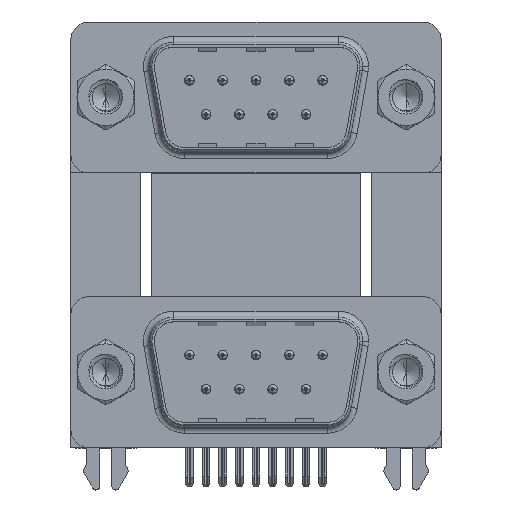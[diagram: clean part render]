
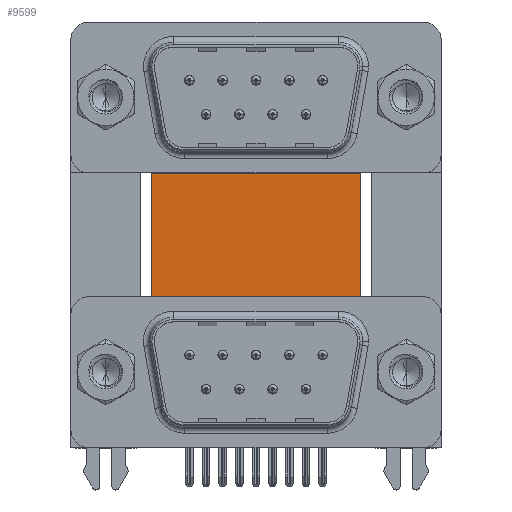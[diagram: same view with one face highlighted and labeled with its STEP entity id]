
A CAD part, top view. The second image highlights one B-rep face of the part: STEP entity #9599.
In plain terms, the highlighted planar face has unit normal (0, 0, 1).
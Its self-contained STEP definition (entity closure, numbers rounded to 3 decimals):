
#385 = EDGE_CURVE ( 'NONE', #14130, #12676, #26457, .T. ) ;
#463 = LINE ( 'NONE', #7837, #19006 ) ;
#1161 = DIRECTION ( 'NONE',  ( 1., 0., 0. ) ) ;
#1762 = PLANE ( 'NONE',  #6377 ) ;
#1865 = LINE ( 'NONE', #29134, #19487 ) ;
#2063 = DIRECTION ( 'NONE',  ( 0., 0., -1. ) ) ;
#2148 = EDGE_CURVE ( 'NONE', #8770, #25691, #17863, .T. ) ;
#2511 = EDGE_LOOP ( 'NONE', ( #6634, #17715, #31001, #15774, #11618, #13179, #19984, #28221, #21233, #4716 ) ) ;
#3787 = DIRECTION ( 'NONE',  ( 1., 0., 0. ) ) ;
#4648 = VECTOR ( 'NONE', #10183, 1000. ) ;
#4716 = ORIENTED_EDGE ( 'NONE', *, *, #5123, .T. ) ;
#5090 = CARTESIAN_POINT ( 'NONE',  ( 22.09, -3.735, -12. ) ) ;
#5123 = EDGE_CURVE ( 'NONE', #12676, #22981, #463, .T. ) ;
#5486 = CARTESIAN_POINT ( 'NONE',  ( 3.79, 16.585, -12. ) ) ;
#6105 = EDGE_CURVE ( 'NONE', #8826, #13901, #27815, .T. ) ;
#6377 = AXIS2_PLACEMENT_3D ( 'NONE', #17029, #2063, #24262 ) ;
#6587 = VECTOR ( 'NONE', #3787, 1000. ) ;
#6634 = ORIENTED_EDGE ( 'NONE', *, *, #11271, .T. ) ;
#7322 = CARTESIAN_POINT ( 'NONE',  ( 22.09, -4.635, -12. ) ) ;
#7665 = CARTESIAN_POINT ( 'NONE',  ( 2.9, -3.735, -12. ) ) ;
#7837 = CARTESIAN_POINT ( 'NONE',  ( 2.9, -3.735, -12. ) ) ;
#8457 = VECTOR ( 'NONE', #15820, 1000. ) ;
#8770 = VERTEX_POINT ( 'NONE', #11302 ) ;
#8826 = VERTEX_POINT ( 'NONE', #9148 ) ;
#8915 = CARTESIAN_POINT ( 'NONE',  ( 2.4, -4.635, -12. ) ) ;
#9148 = CARTESIAN_POINT ( 'NONE',  ( 22.59, -4.635, -12. ) ) ;
#9309 = FACE_OUTER_BOUND ( 'NONE', #2511, .T. ) ;
#9599 = ADVANCED_FACE ( 'NONE', ( #9309 ), #1762, .F. ) ;
#10085 = CARTESIAN_POINT ( 'NONE',  ( 22.59, -4.635, -12. ) ) ;
#10165 = DIRECTION ( 'NONE',  ( 0., 1., 0. ) ) ;
#10183 = DIRECTION ( 'NONE',  ( 0., -1., 0. ) ) ;
#10534 = EDGE_CURVE ( 'NONE', #16983, #8826, #12576, .T. ) ;
#11158 = VECTOR ( 'NONE', #16878, 1000. ) ;
#11271 = EDGE_CURVE ( 'NONE', #22981, #32371, #30739, .T. ) ;
#11302 = CARTESIAN_POINT ( 'NONE',  ( 3.79, 16.585, -12. ) ) ;
#11618 = ORIENTED_EDGE ( 'NONE', *, *, #21484, .F. ) ;
#12576 = LINE ( 'NONE', #7322, #18459 ) ;
#12647 = EDGE_CURVE ( 'NONE', #8770, #18428, #23035, .T. ) ;
#12676 = VERTEX_POINT ( 'NONE', #15996 ) ;
#12808 = EDGE_CURVE ( 'NONE', #18428, #14130, #1865, .T. ) ;
#13179 = ORIENTED_EDGE ( 'NONE', *, *, #2148, .F. ) ;
#13383 = CARTESIAN_POINT ( 'NONE',  ( 21.2, -0.735, -12. ) ) ;
#13787 = CARTESIAN_POINT ( 'NONE',  ( 21.2, 16.585, -12. ) ) ;
#13901 = VERTEX_POINT ( 'NONE', #13383 ) ;
#14130 = VERTEX_POINT ( 'NONE', #8915 ) ;
#15774 = ORIENTED_EDGE ( 'NONE', *, *, #6105, .T. ) ;
#15820 = DIRECTION ( 'NONE',  ( 0., -1., 0. ) ) ;
#15996 = CARTESIAN_POINT ( 'NONE',  ( 2.9, -4.635, -12. ) ) ;
#16878 = DIRECTION ( 'NONE',  ( 0., -1., 0. ) ) ;
#16983 = VERTEX_POINT ( 'NONE', #27662 ) ;
#17029 = CARTESIAN_POINT ( 'NONE',  ( 3.79, 16.585, -12. ) ) ;
#17096 = CARTESIAN_POINT ( 'NONE',  ( 22.09, -3.735, -12. ) ) ;
#17408 = LINE ( 'NONE', #5090, #4648 ) ;
#17715 = ORIENTED_EDGE ( 'NONE', *, *, #31208, .T. ) ;
#17863 = LINE ( 'NONE', #23281, #31293 ) ;
#18109 = VECTOR ( 'NONE', #32110, 1000. ) ;
#18428 = VERTEX_POINT ( 'NONE', #26041 ) ;
#18459 = VECTOR ( 'NONE', #25068, 1000. ) ;
#19006 = VECTOR ( 'NONE', #10165, 1000. ) ;
#19487 = VECTOR ( 'NONE', #28649, 1000. ) ;
#19984 = ORIENTED_EDGE ( 'NONE', *, *, #12647, .T. ) ;
#21141 = VECTOR ( 'NONE', #1161, 1000. ) ;
#21233 = ORIENTED_EDGE ( 'NONE', *, *, #385, .T. ) ;
#21484 = EDGE_CURVE ( 'NONE', #25691, #13901, #24440, .T. ) ;
#21506 = CARTESIAN_POINT ( 'NONE',  ( 2.9, -4.635, -12. ) ) ;
#22981 = VERTEX_POINT ( 'NONE', #7665 ) ;
#23035 = LINE ( 'NONE', #5486, #8457 ) ;
#23281 = CARTESIAN_POINT ( 'NONE',  ( 3.79, 16.585, -12. ) ) ;
#23334 = CARTESIAN_POINT ( 'NONE',  ( 3.79, -3.735, -12. ) ) ;
#24262 = DIRECTION ( 'NONE',  ( -1., 0., 0. ) ) ;
#24440 = LINE ( 'NONE', #13787, #11158 ) ;
#25068 = DIRECTION ( 'NONE',  ( 1., 0., 0. ) ) ;
#25691 = VERTEX_POINT ( 'NONE', #31862 ) ;
#26041 = CARTESIAN_POINT ( 'NONE',  ( 3.79, -0.735, -12. ) ) ;
#26457 = LINE ( 'NONE', #21506, #6587 ) ;
#27662 = CARTESIAN_POINT ( 'NONE',  ( 22.09, -4.635, -12. ) ) ;
#27815 = LINE ( 'NONE', #10085, #18109 ) ;
#28221 = ORIENTED_EDGE ( 'NONE', *, *, #12808, .T. ) ;
#28649 = DIRECTION ( 'NONE',  ( -0.336, -0.942, 0. ) ) ;
#29134 = CARTESIAN_POINT ( 'NONE',  ( 2.4, -4.635, -12. ) ) ;
#30517 = DIRECTION ( 'NONE',  ( 1., 0., 0. ) ) ;
#30739 = LINE ( 'NONE', #23334, #21141 ) ;
#31001 = ORIENTED_EDGE ( 'NONE', *, *, #10534, .T. ) ;
#31208 = EDGE_CURVE ( 'NONE', #32371, #16983, #17408, .T. ) ;
#31293 = VECTOR ( 'NONE', #30517, 1000. ) ;
#31862 = CARTESIAN_POINT ( 'NONE',  ( 21.2, 16.585, -12. ) ) ;
#32110 = DIRECTION ( 'NONE',  ( -0.336, 0.942, 0. ) ) ;
#32371 = VERTEX_POINT ( 'NONE', #17096 ) ;
